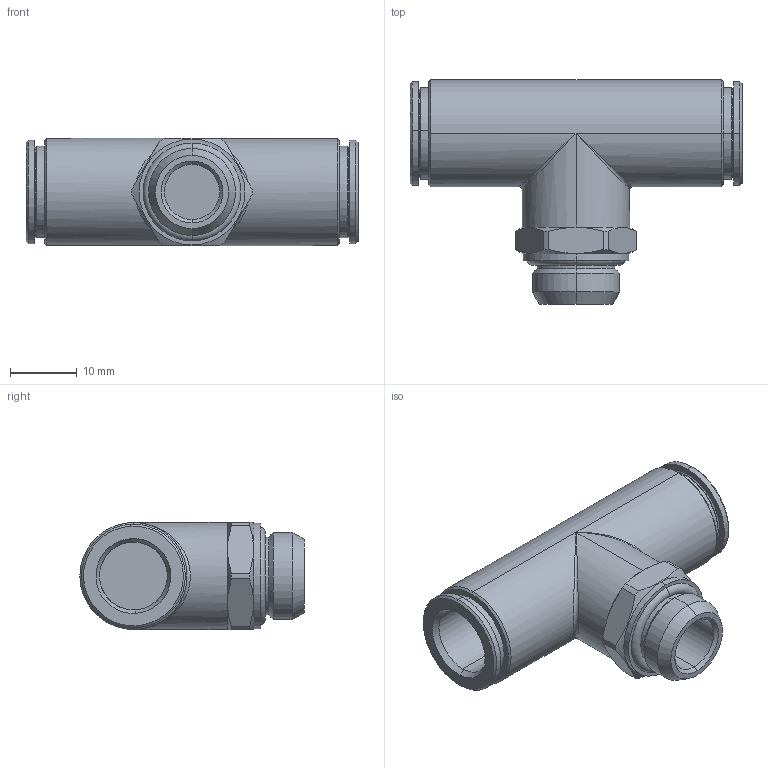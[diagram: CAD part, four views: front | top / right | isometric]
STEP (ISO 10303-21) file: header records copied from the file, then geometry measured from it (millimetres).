
FILE_DESCRIPTION (( 'STEP AP203' ), '1' );
FILE_NAME ('X0110052.STEP', '2010-10-20T09:49:02', ( '' ), ( 'sopra-pneumatic' ), 'SwSTEP 2.0', 'SolidWorks 2009', '' );
FILE_SCHEMA (( 'CONFIG_CONTROL_DESIGN' ));
Length unit declared in the file: millimetre
Products named in the file (1): X0110052
Bounding box: 49.61 x 33.5 x 16 mm (x, y, z)
Volume: 9503.1 mm3; surface area: 5549.5 mm2
Topology: 1 solids, 3 shells, 91 faces, 194 edges, 114 vertices
Faces by surface type: cylinder 35, cone 24, plane 20, torus 10, bspline 2
Entity records: 3331 total; most frequent: CARTESIAN_POINT 1294, DIRECTION 446, ORIENTED_EDGE 380, AXIS2_PLACEMENT_3D 192, EDGE_CURVE 190, VERTEX_POINT 114, CIRCLE 102, EDGE_LOOP 100
